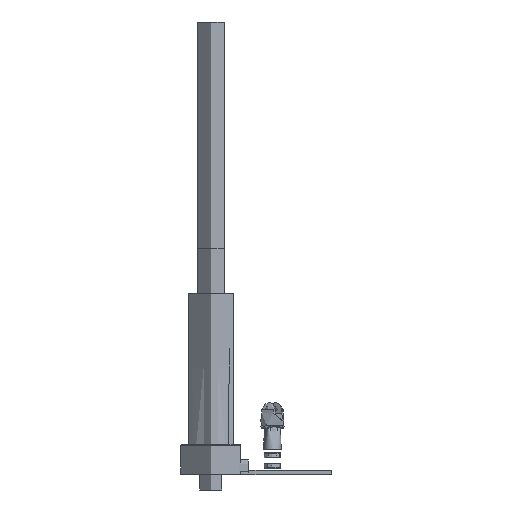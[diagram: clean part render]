
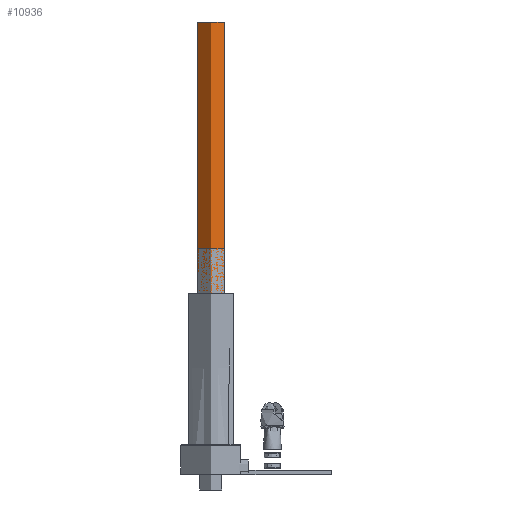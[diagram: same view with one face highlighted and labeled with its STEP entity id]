
A CAD part, left-side view. The second image highlights one B-rep face of the part: STEP entity #10936.
In plain terms, the highlighted cylindrical face has radius 9 mm (diameter 18 mm), a full revolution.
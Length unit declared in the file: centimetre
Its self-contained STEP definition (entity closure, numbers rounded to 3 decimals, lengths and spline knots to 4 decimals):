
#5459=CYLINDRICAL_SURFACE('',#24139,0.9);
#6100=VERTEX_POINT('',#46766);
#6101=VERTEX_POINT('',#46768);
#6999=EDGE_CURVE('',#6100,#6100,#12835,.T.);
#7000=EDGE_CURVE('',#6101,#6101,#12836,.T.);
#8746=ORIENTED_EDGE('',*,*,#6999,.T.);
#8747=ORIENTED_EDGE('',*,*,#7000,.T.);
#9629=EDGE_LOOP('',(#8746));
#9630=EDGE_LOOP('',(#8747));
#10429=FACE_BOUND('',#9629,.T.);
#10430=FACE_BOUND('',#9630,.T.);
#10936=ADVANCED_FACE('',(#10429,#10430),#5459,.T.);
#12835=CIRCLE('',#24140,0.9);
#12836=CIRCLE('',#24141,0.9);
#24139=AXIS2_PLACEMENT_3D('',#46764,#52745,#52746);
#24140=AXIS2_PLACEMENT_3D('',#46765,#52747,#52748);
#24141=AXIS2_PLACEMENT_3D('',#46767,#52749,#52750);
#46764=CARTESIAN_POINT('',(0.,0.,0.));
#46765=CARTESIAN_POINT('',(0.,0.,30.));
#46766=CARTESIAN_POINT('',(0.9,0.,30.));
#46767=CARTESIAN_POINT('',(0.,0.,0.));
#46768=CARTESIAN_POINT('',(0.9,0.,0.));
#52745=DIRECTION('',(0.,0.,1.));
#52746=DIRECTION('',(0.9,0.,0.));
#52747=DIRECTION('',(0.,0.,-1.));
#52748=DIRECTION('',(0.9,0.,0.));
#52749=DIRECTION('',(0.,0.,1.));
#52750=DIRECTION('',(0.9,0.,0.));
